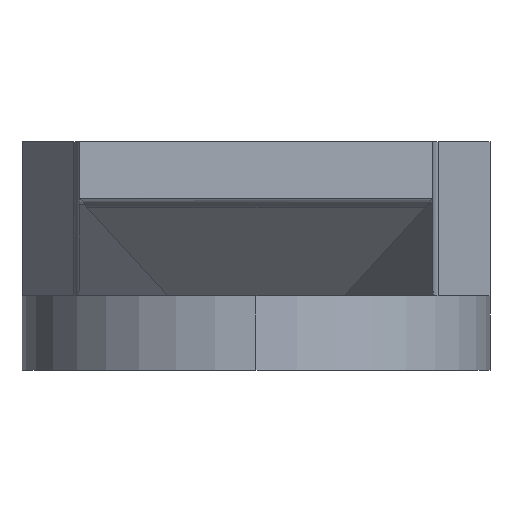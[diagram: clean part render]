
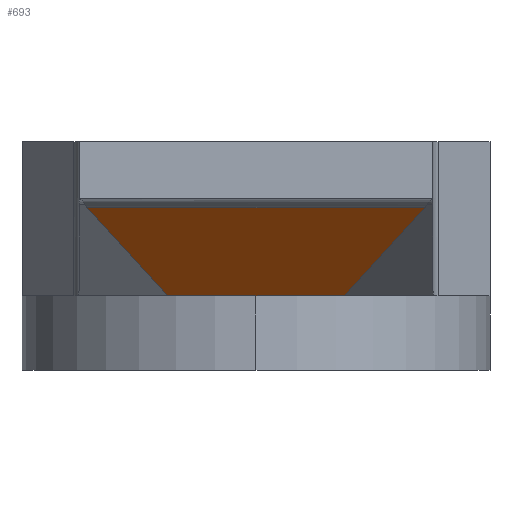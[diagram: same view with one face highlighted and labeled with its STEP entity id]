
A CAD part, left-side view. The second image highlights one B-rep face of the part: STEP entity #693.
In plain terms, the highlighted planar face has unit normal (-0.718, 0, -0.697).
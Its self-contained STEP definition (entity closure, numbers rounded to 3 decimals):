
#75 = VERTEX_POINT ( 'NONE', #234 ) ;
#115 = ORIENTED_EDGE ( 'NONE', *, *, #1207, .F. ) ;
#126 = DIRECTION ( 'NONE',  ( 0.718, 0., 0.696 ) ) ;
#169 = CARTESIAN_POINT ( 'NONE',  ( -56.027, 31., -11.518 ) ) ;
#234 = CARTESIAN_POINT ( 'NONE',  ( -56.027, -29.616, -11.518 ) ) ;
#316 = CARTESIAN_POINT ( 'NONE',  ( -56.027, 29.616, -11.518 ) ) ;
#345 = CARTESIAN_POINT ( 'NONE',  ( -41., 0., -27. ) ) ;
#385 = VERTEX_POINT ( 'NONE', #345 ) ;
#394 = DIRECTION ( 'NONE',  ( 0., -1., 0. ) ) ;
#468 = VERTEX_POINT ( 'NONE', #2331 ) ;
#621 = DIRECTION ( 'NONE',  ( 0., 1., 0. ) ) ;
#693 = ADVANCED_FACE ( 'NONE', ( #1014 ), #877, .F. ) ;
#702 = CARTESIAN_POINT ( 'NONE',  ( -57.5, -41., -10. ) ) ;
#877 = PLANE ( 'NONE',  #1205 ) ;
#918 = VECTOR ( 'NONE', #1272, 1000. ) ;
#934 = EDGE_CURVE ( 'NONE', #1430, #385, #2016, .T. ) ;
#949 = ORIENTED_EDGE ( 'NONE', *, *, #2344, .F. ) ;
#983 = CARTESIAN_POINT ( 'NONE',  ( -41., 0., -27. ) ) ;
#1014 = FACE_OUTER_BOUND ( 'NONE', #1153, .T. ) ;
#1129 = ORIENTED_EDGE ( 'NONE', *, *, #2088, .T. ) ;
#1153 = EDGE_LOOP ( 'NONE', ( #1481, #1129, #115, #1644, #949 ) ) ;
#1168 = DIRECTION ( 'NONE',  ( -0.583, -0.547, 0.6 ) ) ;
#1205 = AXIS2_PLACEMENT_3D ( 'NONE', #702, #126, #1725 ) ;
#1207 = EDGE_CURVE ( 'NONE', #1430, #1970, #1977, .T. ) ;
#1272 = DIRECTION ( 'NONE',  ( -0.583, 0.547, 0.6 ) ) ;
#1350 = CARTESIAN_POINT ( 'NONE',  ( -41., 15.5, -27. ) ) ;
#1430 = VERTEX_POINT ( 'NONE', #1350 ) ;
#1481 = ORIENTED_EDGE ( 'NONE', *, *, #1856, .T. ) ;
#1482 = VECTOR ( 'NONE', #1168, 1000. ) ;
#1644 = ORIENTED_EDGE ( 'NONE', *, *, #934, .T. ) ;
#1666 = VECTOR ( 'NONE', #621, 1000. ) ;
#1717 = LINE ( 'NONE', #2263, #1482 ) ;
#1725 = DIRECTION ( 'NONE',  ( 0.696, 0., -0.718 ) ) ;
#1727 = VECTOR ( 'NONE', #394, 1000. ) ;
#1776 = CARTESIAN_POINT ( 'NONE',  ( -41., 15.5, -27. ) ) ;
#1856 = EDGE_CURVE ( 'NONE', #468, #75, #1717, .T. ) ;
#1915 = LINE ( 'NONE', #2084, #1666 ) ;
#1953 = LINE ( 'NONE', #169, #2289 ) ;
#1970 = VERTEX_POINT ( 'NONE', #316 ) ;
#1977 = LINE ( 'NONE', #1776, #918 ) ;
#2016 = LINE ( 'NONE', #983, #1727 ) ;
#2084 = CARTESIAN_POINT ( 'NONE',  ( -41., -41., -27. ) ) ;
#2088 = EDGE_CURVE ( 'NONE', #75, #1970, #1953, .T. ) ;
#2263 = CARTESIAN_POINT ( 'NONE',  ( -41., -15.5, -27. ) ) ;
#2289 = VECTOR ( 'NONE', #2317, 1000. ) ;
#2317 = DIRECTION ( 'NONE',  ( 0., 1., 0. ) ) ;
#2331 = CARTESIAN_POINT ( 'NONE',  ( -41., -15.5, -27. ) ) ;
#2344 = EDGE_CURVE ( 'NONE', #468, #385, #1915, .T. ) ;
